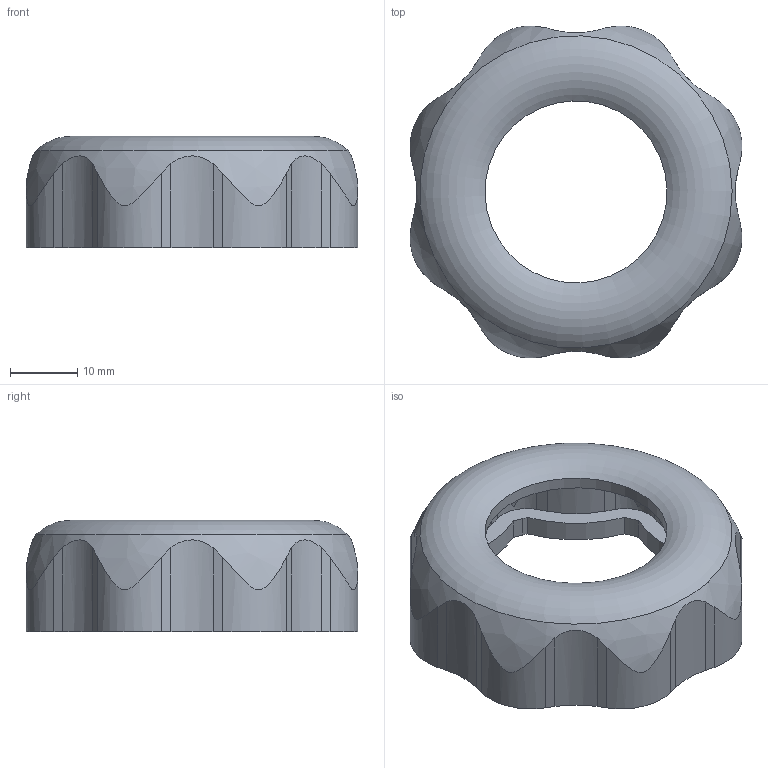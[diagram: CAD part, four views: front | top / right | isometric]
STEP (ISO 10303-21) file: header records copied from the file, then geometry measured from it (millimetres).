
FILE_DESCRIPTION( ( 'STEP AP203' ), '1' );
FILE_NAME( 'VT3048.step', '2022-07-20T08:34:17', ( ' ' ), ( ' ' ), 'XStep 1.0', ' ', ' ' );
FILE_SCHEMA( ( 'CONFIG_CONTROL_DESIGN' ) );
Length unit declared in the file: millimetre
Products named in the file (1): 1
Bounding box: 49.24 x 49.24 x 16.5 mm (x, y, z)
Volume: 7987 mm3; surface area: 7800.8 mm2
Topology: 1 solids, 1 shells, 2214 faces, 6544 edges, 4358 vertices
Faces by surface type: plane 2089, cylinder 86, torus 30, bspline 9
Full cylindrical faces by diameter (mm): 27 x1
Entity records: 78637 total; most frequent: CARTESIAN_POINT 27777, ORIENTED_EDGE 13076, DIRECTION 6850, EDGE_CURVE 6538, VERTEX_POINT 4356, B_SPLINE_CURVE_WITH_KNOTS 4201, AXIS2_PLACEMENT_3D 2307, EDGE_LOOP 2246
